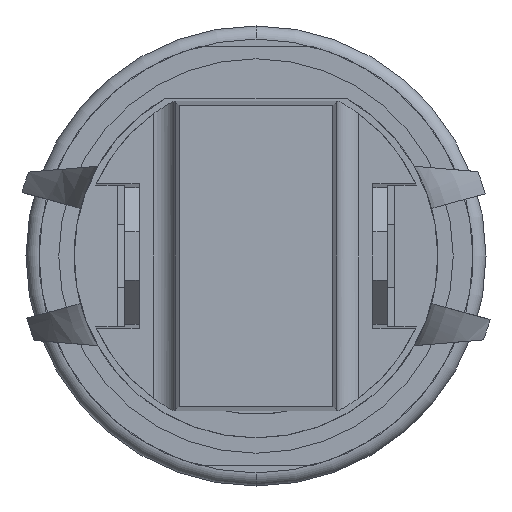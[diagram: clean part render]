
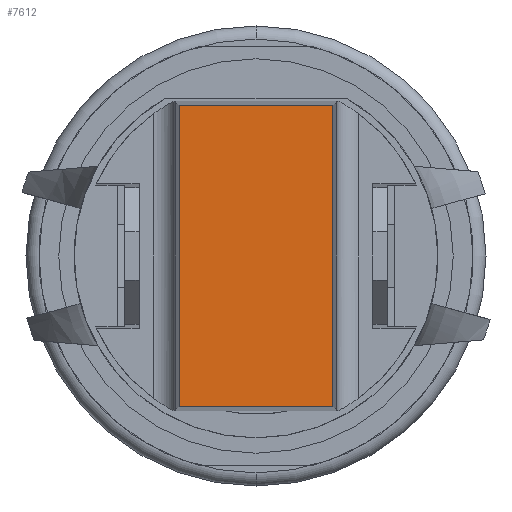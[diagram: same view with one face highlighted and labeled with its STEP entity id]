
A CAD part, front view. The second image highlights one B-rep face of the part: STEP entity #7612.
In plain terms, the highlighted planar face has unit normal (0, -1, 0).
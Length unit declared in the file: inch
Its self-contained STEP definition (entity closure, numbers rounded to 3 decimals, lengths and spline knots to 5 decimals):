
#204 = EDGE_CURVE ( 'NONE', #11479, #13557, #1212, .T. ) ;
#559 = EDGE_LOOP ( 'NONE', ( #7566, #8789, #11931, #5409 ) ) ;
#1212 = LINE ( 'NONE', #10695, #12428 ) ;
#1554 = DIRECTION ( 'NONE',  ( -1., 0., 0. ) ) ;
#1715 = AXIS2_PLACEMENT_3D ( 'NONE', #8620, #9781, #3098 ) ;
#1772 = EDGE_CURVE ( 'NONE', #13629, #10894, #7317, .T. ) ;
#2111 = DIRECTION ( 'NONE',  ( 0., 0., -1. ) ) ;
#2415 = FACE_OUTER_BOUND ( 'NONE', #559, .T. ) ;
#3098 = DIRECTION ( 'NONE',  ( 0., 0., 1. ) ) ;
#4716 = LINE ( 'NONE', #12724, #13346 ) ;
#5409 = ORIENTED_EDGE ( 'NONE', *, *, #7769, .T. ) ;
#6757 = DIRECTION ( 'NONE',  ( -1., 0., 0. ) ) ;
#6955 = VECTOR ( 'NONE', #2111, 39.37008 ) ;
#7317 = LINE ( 'NONE', #11065, #6955 ) ;
#7566 = ORIENTED_EDGE ( 'NONE', *, *, #204, .T. ) ;
#7612 = ADVANCED_FACE ( 'NONE', ( #2415 ), #13173, .F. ) ;
#7769 = EDGE_CURVE ( 'NONE', #13629, #11479, #7814, .T. ) ;
#7814 = LINE ( 'NONE', #11220, #13468 ) ;
#8620 = CARTESIAN_POINT ( 'NONE',  ( 0.212, -0.337, 0.111 ) ) ;
#8717 = CARTESIAN_POINT ( 'NONE',  ( 0.20612, -0.337, 0.10512 ) ) ;
#8789 = ORIENTED_EDGE ( 'NONE', *, *, #12207, .F. ) ;
#9781 = DIRECTION ( 'NONE',  ( 0., 1., 0. ) ) ;
#10695 = CARTESIAN_POINT ( 'NONE',  ( -0.20612, -0.337, 0.111 ) ) ;
#10894 = VERTEX_POINT ( 'NONE', #12840 ) ;
#11065 = CARTESIAN_POINT ( 'NONE',  ( 0.20612, -0.337, 0.111 ) ) ;
#11220 = CARTESIAN_POINT ( 'NONE',  ( 0.212, -0.337, 0.10512 ) ) ;
#11479 = VERTEX_POINT ( 'NONE', #11674 ) ;
#11674 = CARTESIAN_POINT ( 'NONE',  ( -0.20612, -0.337, 0.10512 ) ) ;
#11837 = DIRECTION ( 'NONE',  ( 0., 0., -1. ) ) ;
#11931 = ORIENTED_EDGE ( 'NONE', *, *, #1772, .F. ) ;
#12207 = EDGE_CURVE ( 'NONE', #10894, #13557, #4716, .T. ) ;
#12428 = VECTOR ( 'NONE', #11837, 39.37008 ) ;
#12724 = CARTESIAN_POINT ( 'NONE',  ( 0.212, -0.337, -0.10512 ) ) ;
#12840 = CARTESIAN_POINT ( 'NONE',  ( 0.20612, -0.337, -0.10512 ) ) ;
#13173 = PLANE ( 'NONE',  #1715 ) ;
#13346 = VECTOR ( 'NONE', #1554, 39.37008 ) ;
#13468 = VECTOR ( 'NONE', #6757, 39.37008 ) ;
#13557 = VERTEX_POINT ( 'NONE', #14244 ) ;
#13629 = VERTEX_POINT ( 'NONE', #8717 ) ;
#14244 = CARTESIAN_POINT ( 'NONE',  ( -0.20612, -0.337, -0.10512 ) ) ;
